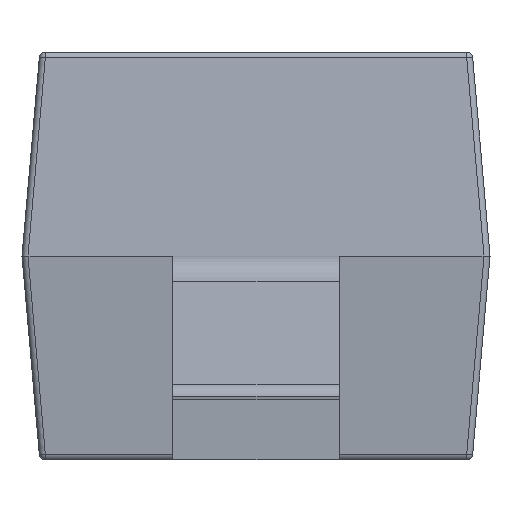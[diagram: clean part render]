
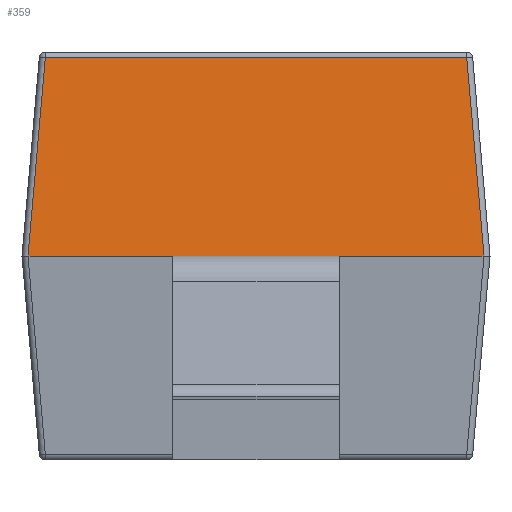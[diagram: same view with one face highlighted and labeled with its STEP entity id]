
A CAD part, left-side view. The second image highlights one B-rep face of the part: STEP entity #359.
In plain terms, the highlighted planar face has unit normal (-0.996, 0, 0.087).
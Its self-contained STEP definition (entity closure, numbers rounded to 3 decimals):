
#21 = EDGE_CURVE('',#22,#24,#26,.T.);
#22 = VERTEX_POINT('',#23);
#23 = CARTESIAN_POINT('',(-1.35,0.755,0.7)
  );
#24 = VERTEX_POINT('',#25);
#25 = CARTESIAN_POINT('',(-1.35,0.275,0.7));
#26 = LINE('',#27,#28);
#27 = CARTESIAN_POINT('',(-1.35,-0.775,0.7));
#28 = VECTOR('',#29,1.);
#29 = DIRECTION('',(0.,-1.,0.));
#48 = VERTEX_POINT('',#49);
#49 = CARTESIAN_POINT('',(-1.35,-0.755,0.7
    ));
#55 = EDGE_CURVE('',#56,#48,#58,.T.);
#56 = VERTEX_POINT('',#57);
#57 = CARTESIAN_POINT('',(-1.35,-0.275,0.7));
#58 = LINE('',#59,#60);
#59 = CARTESIAN_POINT('',(-1.35,-0.775,0.7));
#60 = VECTOR('',#61,1.);
#61 = DIRECTION('',(0.,-1.,0.));
#359 = ADVANCED_FACE('',(#360),#392,.T.);
#360 = FACE_BOUND('',#361,.T.);
#361 = EDGE_LOOP('',(#362,#363,#371,#379,#385,#386));
#362 = ORIENTED_EDGE('',*,*,#55,.T.);
#363 = ORIENTED_EDGE('',*,*,#364,.T.);
#364 = EDGE_CURVE('',#48,#365,#367,.T.);
#365 = VERTEX_POINT('',#366);
#366 = CARTESIAN_POINT('',(-1.293,-0.698,1.357)
  );
#367 = LINE('',#368,#369);
#368 = CARTESIAN_POINT('',(-1.35,-0.755,
    0.698));
#369 = VECTOR('',#370,1.);
#370 = DIRECTION('',(0.087,0.087,
    0.992));
#371 = ORIENTED_EDGE('',*,*,#372,.T.);
#372 = EDGE_CURVE('',#365,#373,#375,.T.);
#373 = VERTEX_POINT('',#374);
#374 = CARTESIAN_POINT('',(-1.293,0.698,1.357)
  );
#375 = LINE('',#376,#377);
#376 = CARTESIAN_POINT('',(-1.293,-0.775,1.357));
#377 = VECTOR('',#378,1.);
#378 = DIRECTION('',(-0.,1.,0.));
#379 = ORIENTED_EDGE('',*,*,#380,.T.);
#380 = EDGE_CURVE('',#373,#22,#381,.T.);
#381 = LINE('',#382,#383);
#382 = CARTESIAN_POINT('',(-1.338,0.744,0.832)
  );
#383 = VECTOR('',#384,1.);
#384 = DIRECTION('',(-0.087,0.087,
    -0.992));
#385 = ORIENTED_EDGE('',*,*,#21,.T.);
#386 = ORIENTED_EDGE('',*,*,#387,.T.);
#387 = EDGE_CURVE('',#24,#56,#388,.T.);
#388 = LINE('',#389,#390);
#389 = CARTESIAN_POINT('',(-1.35,-0.775,0.7));
#390 = VECTOR('',#391,1.);
#391 = DIRECTION('',(0.,-1.,0.));
#392 = PLANE('',#393);
#393 = AXIS2_PLACEMENT_3D('',#394,#395,#396);
#394 = CARTESIAN_POINT('',(-1.35,-0.775,0.7));
#395 = DIRECTION('',(-0.996,0.,
    0.087));
#396 = DIRECTION('',(-0.087,0.,
    -0.996));
